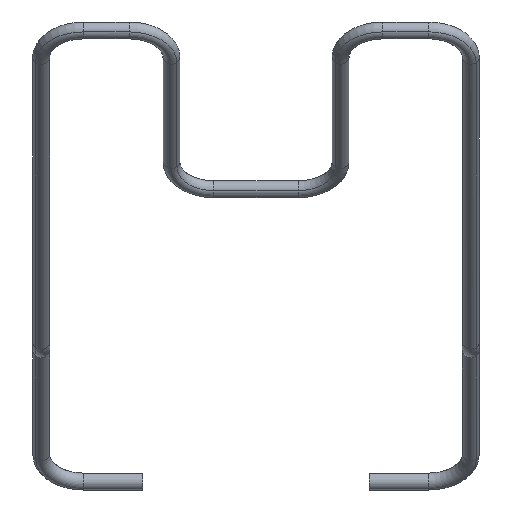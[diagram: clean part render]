
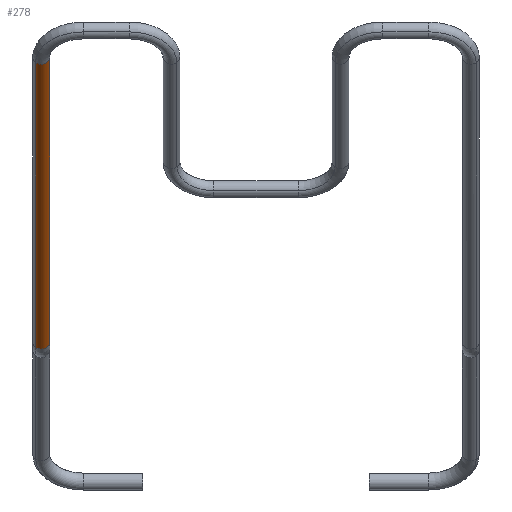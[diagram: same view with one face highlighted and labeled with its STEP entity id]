
A CAD part, top view. The second image highlights one B-rep face of the part: STEP entity #278.
In plain terms, the highlighted cylindrical face has radius 0.3 mm (diameter 0.6 mm), a partial arc.
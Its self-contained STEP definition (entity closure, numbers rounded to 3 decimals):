
#230=AXIS2_PLACEMENT_3D('Circle Axis2P3D',#228,#229,$) ;
#251=AXIS2_PLACEMENT_3D('Cylinder Axis2P3D',#248,#249,#250) ;
#262=AXIS2_PLACEMENT_3D('Circle Axis2P3D',#260,#261,$) ;
#225=CARTESIAN_POINT('Vertex',(0.493,5.382,14.723)) ;
#228=CARTESIAN_POINT('Axis2P3D Location',(0.3,5.206,14.871)) ;
#232=CARTESIAN_POINT('Vertex',(0.107,5.03,15.018)) ;
#248=CARTESIAN_POINT('Axis2P3D Location',(0.3,10.253,20.885)) ;
#253=CARTESIAN_POINT('Line Origine',(0.493,10.429,20.738)) ;
#257=CARTESIAN_POINT('Vertex',(0.493,15.476,26.752)) ;
#260=CARTESIAN_POINT('Axis2P3D Location',(0.3,15.3,26.9)) ;
#264=CARTESIAN_POINT('Vertex',(0.107,15.124,27.048)) ;
#267=CARTESIAN_POINT('Line Origine',(0.107,10.077,21.033)) ;
#229=DIRECTION('Axis2P3D Direction',(0.,0.643,0.766)) ;
#249=DIRECTION('Axis2P3D Direction',(0.,-0.643,-0.766)) ;
#250=DIRECTION('Axis2P3D XDirection',(0.643,0.587,-0.492)) ;
#254=DIRECTION('Vector Direction',(0.,-0.643,-0.766)) ;
#261=DIRECTION('Axis2P3D Direction',(0.,-0.643,-0.766)) ;
#268=DIRECTION('Vector Direction',(0.,-0.643,-0.766)) ;
#255=VECTOR('Line Direction',#254,1.) ;
#269=VECTOR('Line Direction',#268,1.) ;
#273=ORIENTED_EDGE('',*,*,#259,.F.) ;
#274=ORIENTED_EDGE('',*,*,#266,.T.) ;
#275=ORIENTED_EDGE('',*,*,#271,.T.) ;
#276=ORIENTED_EDGE('',*,*,#234,.F.) ;
#278=ADVANCED_FACE('HALTEBUEGEL',(#277),#252,.T.) ;
#231=CIRCLE('generated circle',#230,0.3) ;
#263=CIRCLE('generated circle',#262,0.3) ;
#252=CYLINDRICAL_SURFACE('generated cylinder',#251,0.3) ;
#234=EDGE_CURVE('',#226,#233,#231,.F.) ;
#259=EDGE_CURVE('',#258,#226,#256,.T.) ;
#266=EDGE_CURVE('',#258,#265,#263,.T.) ;
#271=EDGE_CURVE('',#265,#233,#270,.T.) ;
#272=EDGE_LOOP('',(#273,#274,#275,#276)) ;
#277=FACE_OUTER_BOUND('',#272,.T.) ;
#256=LINE('Line',#253,#255) ;
#270=LINE('Line',#267,#269) ;
#226=VERTEX_POINT('',#225) ;
#233=VERTEX_POINT('',#232) ;
#258=VERTEX_POINT('',#257) ;
#265=VERTEX_POINT('',#264) ;
